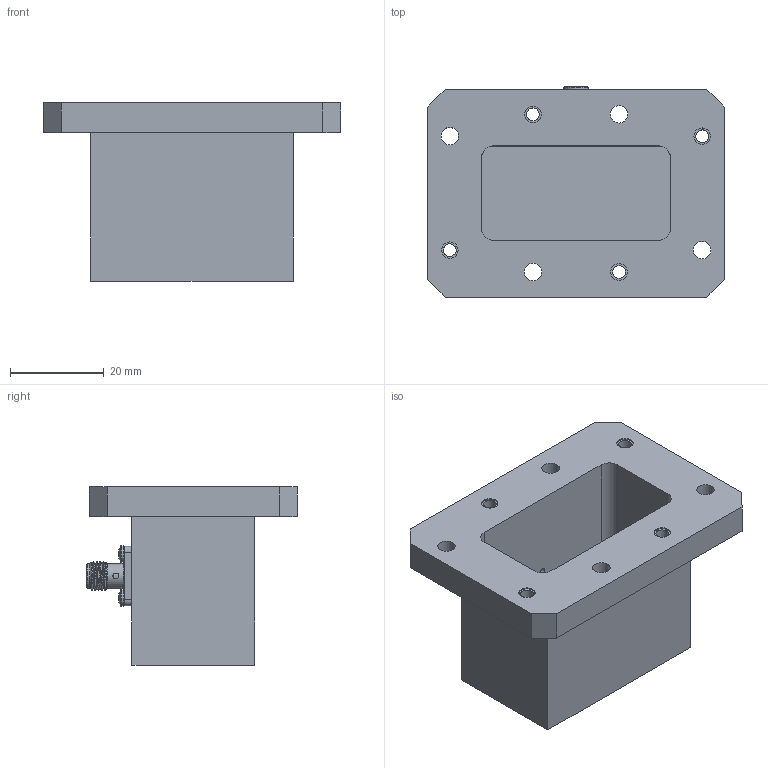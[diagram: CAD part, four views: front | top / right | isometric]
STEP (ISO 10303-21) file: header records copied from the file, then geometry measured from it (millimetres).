
FILE_DESCRIPTION (( 'STEP AP203' ), '1' );
FILE_NAME ('FMWCA9831_3D.step', '2022-03-15T18:51:26', ( '' ), ( '' ), 'SwSTEP 2.0', 'SolidWorks 2021', '' );
FILE_SCHEMA (( 'CONFIG_CONTROL_DESIGN' ));
Length unit declared in the file: inch
Products named in the file (1): FMWCA9831_3D
Bounding box: 63.5 x 44.94 x 38.1 mm (x, y, z)
Volume: 24811.7 mm3; surface area: 16309.6 mm2
Topology: 1 solids, 5 shells, 276 faces, 733 edges, 486 vertices
Faces by surface type: plane 112, cylinder 107, cone 29, bspline 27, torus 1
Full cylindrical faces by diameter (mm): 1.016 x1, 1.27 x1, 1.524 x20, 2.705 x4, 3.505 x4, 3.616 x4, 3.734 x4, 4.597 x1, 5.359 x2
Entity records: 11861 total; most frequent: CARTESIAN_POINT 6257, ORIENTED_EDGE 1236, DIRECTION 952, EDGE_CURVE 618, VERTEX_POINT 430, AXIS2_PLACEMENT_3D 360, EDGE_LOOP 330, FACE_OUTER_BOUND 289
